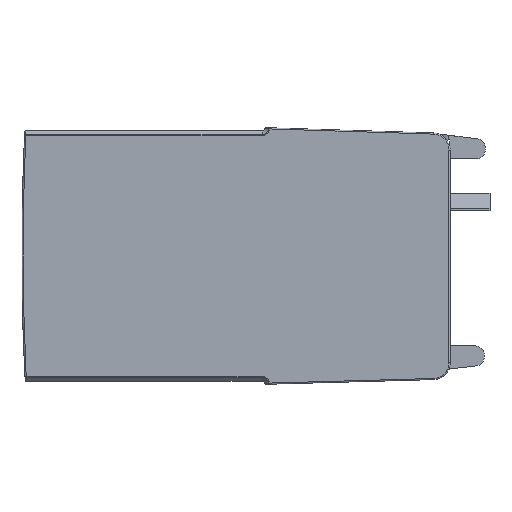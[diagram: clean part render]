
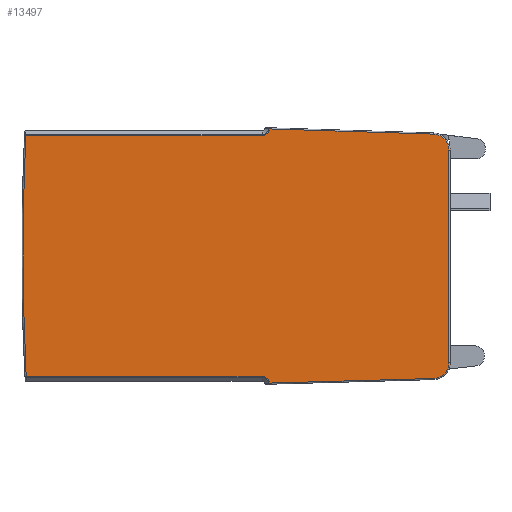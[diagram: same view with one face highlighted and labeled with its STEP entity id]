
A CAD part, left-side view. The second image highlights one B-rep face of the part: STEP entity #13497.
In plain terms, the highlighted planar face has unit normal (-1, 0, 0).
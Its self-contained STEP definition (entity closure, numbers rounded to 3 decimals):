
#2738=DIRECTION('',(0.,-1.,0.));
#2739=VECTOR('',#2738,41.413);
#2740=CARTESIAN_POINT('',(-9.,74.413,-21.917));
#2741=LINE('',#2740,#2739);
#2752=CARTESIAN_POINT('',(-9.,-342.811,0.));
#2753=DIRECTION('',(1.,0.,0.));
#2754=DIRECTION('',(0.,0.999,-0.052));
#2755=AXIS2_PLACEMENT_3D('',#2752,#2753,#2754);
#2760=CARTESIAN_POINT('',(-9.,33.,21.75));
#2761=DIRECTION('',(-1.,0.,0.));
#2762=DIRECTION('',(0.,0.,-1.));
#2763=AXIS2_PLACEMENT_3D('',#2760,#2761,#2762);
#2768=CARTESIAN_POINT('',(-9.,33.,21.75));
#2769=DIRECTION('',(-1.,0.,0.));
#2770=DIRECTION('',(0.,-0.706,-0.708));
#2771=AXIS2_PLACEMENT_3D('',#2768,#2769,#2770);
#2776=DIRECTION('',(0.,-0.999,-0.032));
#2777=VECTOR('',#2776,28.606);
#2778=CARTESIAN_POINT('',(-9.,31.503,21.55));
#2779=LINE('',#2778,#2777);
#2783=CARTESIAN_POINT('',(-9.,3.,17.844));
#2784=DIRECTION('',(1.,0.,0.));
#2785=DIRECTION('',(0.,-0.032,0.999));
#2786=AXIS2_PLACEMENT_3D('',#2783,#2784,#2785);
#2791=CARTESIAN_POINT('',(-9.,3.,-19.45));
#2792=DIRECTION('',(1.,0.,0.));
#2793=DIRECTION('',(0.,-1.,0.));
#2794=AXIS2_PLACEMENT_3D('',#2791,#2792,#2793);
#2799=DIRECTION('',(0.,1.,-0.028));
#2800=VECTOR('',#2799,28.592);
#2801=CARTESIAN_POINT('',(-9.,2.922,-22.249));
#2802=LINE('',#2801,#2800);
#2806=DIRECTION('',(0.,1.,0.));
#2807=VECTOR('',#2806,0.179);
#2808=CARTESIAN_POINT('',(-9.,31.503,-23.05));
#2809=LINE('',#2808,#2807);
#2813=CARTESIAN_POINT('',(-9.,33.,-23.25));
#2814=DIRECTION('',(-1.,0.,0.));
#2815=DIRECTION('',(0.,-0.989,0.15));
#2816=AXIS2_PLACEMENT_3D('',#2813,#2814,#2815);
#2852=DIRECTION('',(0.,1.,0.));
#2853=VECTOR('',#2852,41.489);
#2854=CARTESIAN_POINT('',(-9.,33.,20.417));
#2855=LINE('',#2854,#2853);
#3657=DIRECTION('',(0.,0.,1.));
#3658=VECTOR('',#3657,37.294);
#3659=CARTESIAN_POINT('',(-9.,0.2,-19.45));
#3660=LINE('',#3659,#3658);
#4014=DIRECTION('',(0.,1.,0.));
#4015=VECTOR('',#4014,0.179);
#4016=CARTESIAN_POINT('',(-9.,31.503,21.55));
#4017=LINE('',#4016,#4015);
#11096=CARTESIAN_POINT('',(-9.,74.413,-21.917));
#11097=VERTEX_POINT('',#11096);
#11098=CARTESIAN_POINT('',(-9.,33.,-21.917));
#11099=VERTEX_POINT('',#11098);
#11100=CARTESIAN_POINT('',(-9.,74.489,20.417));
#11101=VERTEX_POINT('',#11100);
#11102=CARTESIAN_POINT('',(-9.,33.,20.417));
#11103=VERTEX_POINT('',#11102);
#11104=CARTESIAN_POINT('',(-9.,32.058,20.807));
#11105=VERTEX_POINT('',#11104);
#11106=CARTESIAN_POINT('',(-9.,31.682,21.55));
#11107=VERTEX_POINT('',#11106);
#11108=CARTESIAN_POINT('',(-9.,31.503,21.55));
#11109=VERTEX_POINT('',#11108);
#11110=CARTESIAN_POINT('',(-9.,2.911,20.642));
#11111=VERTEX_POINT('',#11110);
#11112=CARTESIAN_POINT('',(-9.,0.2,17.844));
#11113=VERTEX_POINT('',#11112);
#11114=CARTESIAN_POINT('',(-9.,0.2,-19.45));
#11115=VERTEX_POINT('',#11114);
#11116=CARTESIAN_POINT('',(-9.,2.922,-22.249));
#11117=VERTEX_POINT('',#11116);
#11118=CARTESIAN_POINT('',(-9.,31.503,-23.05));
#11119=VERTEX_POINT('',#11118);
#11120=CARTESIAN_POINT('',(-9.,31.682,-23.05));
#11121=VERTEX_POINT('',#11120);
#13465=CARTESIAN_POINT('',(-9.,0.,-20.75));
#13466=DIRECTION('',(-1.,0.,0.));
#13467=DIRECTION('',(0.,0.,1.));
#13468=AXIS2_PLACEMENT_3D('',#13465,#13466,#13467);
#13469=PLANE('',#13468);
#13471=ORIENTED_EDGE('',*,*,#13470,.T.);
#13473=ORIENTED_EDGE('',*,*,#13472,.F.);
#13475=ORIENTED_EDGE('',*,*,#13474,.T.);
#13477=ORIENTED_EDGE('',*,*,#13476,.T.);
#13479=ORIENTED_EDGE('',*,*,#13478,.F.);
#13481=ORIENTED_EDGE('',*,*,#13480,.T.);
#13483=ORIENTED_EDGE('',*,*,#13482,.T.);
#13485=ORIENTED_EDGE('',*,*,#13484,.F.);
#13487=ORIENTED_EDGE('',*,*,#13486,.T.);
#13489=ORIENTED_EDGE('',*,*,#13488,.T.);
#13491=ORIENTED_EDGE('',*,*,#13490,.T.);
#13493=ORIENTED_EDGE('',*,*,#13492,.T.);
#13494=ORIENTED_EDGE('',*,*,#13450,.F.);
#13495=EDGE_LOOP('',(#13471,#13473,#13475,#13477,#13479,#13481,#13483,#13485,
#13487,#13489,#13491,#13493,#13494));
#13496=FACE_OUTER_BOUND('',#13495,.F.);
#2756=CIRCLE('',#2755,417.8);
#2764=CIRCLE('',#2763,1.333);
#2772=CIRCLE('',#2771,1.333);
#2787=CIRCLE('',#2786,2.8);
#2795=CIRCLE('',#2794,2.8);
#2817=CIRCLE('',#2816,1.333);
#13450=EDGE_CURVE('',#11097,#11099,#2741,.T.);
#13470=EDGE_CURVE('',#11097,#11101,#2756,.T.);
#13472=EDGE_CURVE('',#11103,#11101,#2855,.T.);
#13474=EDGE_CURVE('',#11103,#11105,#2764,.T.);
#13476=EDGE_CURVE('',#11105,#11107,#2772,.T.);
#13478=EDGE_CURVE('',#11109,#11107,#4017,.T.);
#13480=EDGE_CURVE('',#11109,#11111,#2779,.T.);
#13482=EDGE_CURVE('',#11111,#11113,#2787,.T.);
#13484=EDGE_CURVE('',#11115,#11113,#3660,.T.);
#13486=EDGE_CURVE('',#11115,#11117,#2795,.T.);
#13488=EDGE_CURVE('',#11117,#11119,#2802,.T.);
#13490=EDGE_CURVE('',#11119,#11121,#2809,.T.);
#13492=EDGE_CURVE('',#11121,#11099,#2817,.T.);
#13497=ADVANCED_FACE('',(#13496),#13469,.T.);
